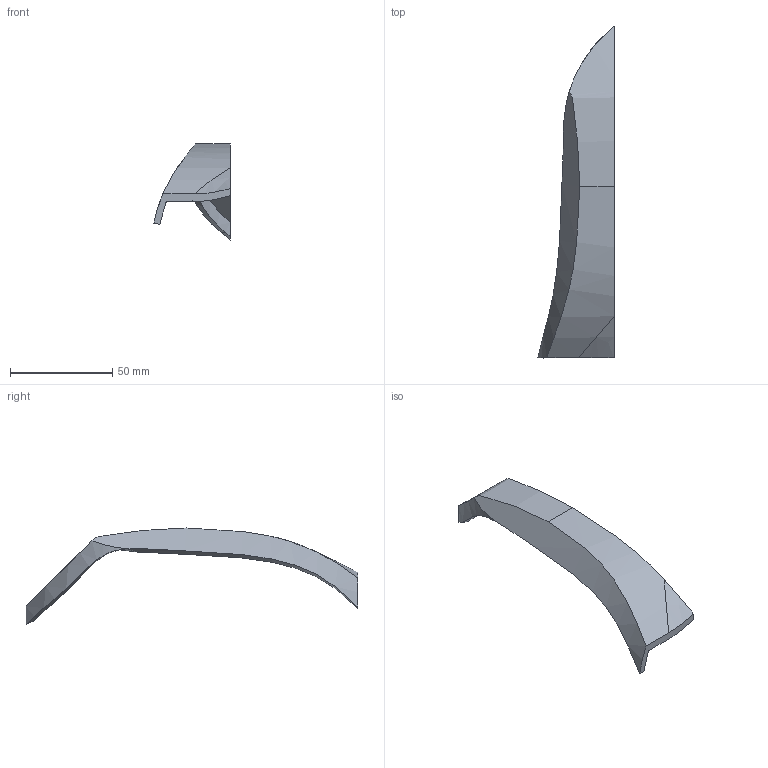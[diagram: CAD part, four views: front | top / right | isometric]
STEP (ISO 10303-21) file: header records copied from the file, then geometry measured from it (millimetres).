
FILE_DESCRIPTION(/* description */ ('Unknown'),/* implementation_level */ '2;1');
FILE_NAME(/* name */ 'Body_hinten_rechts_4row_rechts',/* time_stamp */ '2024-05-05T16:26:10+02:00',/* author */ ('Unknown'),/* organization */ ('Unknown'),/* preprocessor_version */ 'ST-DEVELOPER v18.104',/* originating_system */ 'Solid Edge',/* authorisation */ 'Unknown');
FILE_SCHEMA (('AUTOMOTIVE_DESIGN {1 0 10303 214 3 1 1}'));
Length unit declared in the file: millimetre
Products named in the file (1): Body_hinten_rechts_4row_rechts
Bounding box: 37.39 x 162.29 x 46.94 mm (x, y, z)
Volume: 14937.4 mm3; surface area: 11629.2 mm2
Topology: 1 solids, 1 shells, 16 faces, 39 edges, 25 vertices
Faces by surface type: bspline 14, plane 2
Entity records: 1170 total; most frequent: CARTESIAN_POINT 870, ORIENTED_EDGE 78, EDGE_CURVE 39, B_SPLINE_CURVE_WITH_KNOTS 32, VERTEX_POINT 25, EDGE_LOOP 16, FACE_BOUND 16, ADVANCED_FACE 16
